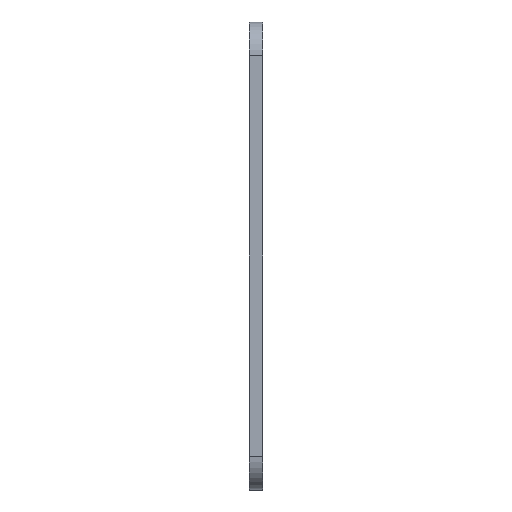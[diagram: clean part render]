
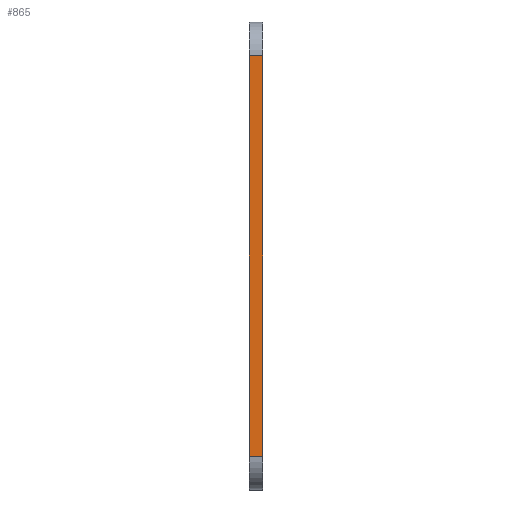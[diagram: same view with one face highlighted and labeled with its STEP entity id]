
A CAD part, left-side view. The second image highlights one B-rep face of the part: STEP entity #865.
In plain terms, the highlighted planar face has unit normal (-1, 0, 0).
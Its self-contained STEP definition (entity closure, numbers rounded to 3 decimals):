
#107 = EDGE_CURVE ( 'NONE', #2239, #2227, #3150, .T. ) ;
#217 = DIRECTION ( 'NONE',  ( 0., 0., 1. ) ) ;
#276 = DIRECTION ( 'NONE',  ( 1., 0., 0. ) ) ;
#307 = EDGE_CURVE ( 'NONE', #508, #536, #2027, .T. ) ;
#322 = ORIENTED_EDGE ( 'NONE', *, *, #107, .F. ) ;
#460 = LINE ( 'NONE', #481, #1809 ) ;
#481 = CARTESIAN_POINT ( 'NONE',  ( -130., 4., -59. ) ) ;
#508 = VERTEX_POINT ( 'NONE', #2611 ) ;
#536 = VERTEX_POINT ( 'NONE', #1740 ) ;
#770 = CARTESIAN_POINT ( 'NONE',  ( -130., 0., 69. ) ) ;
#796 = AXIS2_PLACEMENT_3D ( 'NONE', #2481, #276, #1260 ) ;
#810 = CARTESIAN_POINT ( 'NONE',  ( -130., 4., 59. ) ) ;
#865 = ADVANCED_FACE ( 'NONE', ( #1523 ), #2501, .F. ) ;
#1058 = DIRECTION ( 'NONE',  ( 0., 1., 0. ) ) ;
#1066 = EDGE_CURVE ( 'NONE', #536, #2227, #2985, .T. ) ;
#1260 = DIRECTION ( 'NONE',  ( 0., 0., -1. ) ) ;
#1523 = FACE_OUTER_BOUND ( 'NONE', #1901, .T. ) ;
#1740 = CARTESIAN_POINT ( 'NONE',  ( -130., 0., 59. ) ) ;
#1809 = VECTOR ( 'NONE', #1916, 1000. ) ;
#1821 = VECTOR ( 'NONE', #1058, 1000. ) ;
#1823 = VECTOR ( 'NONE', #217, 1000. ) ;
#1901 = EDGE_LOOP ( 'NONE', ( #2919, #2995, #322, #2188 ) ) ;
#1916 = DIRECTION ( 'NONE',  ( 0., -1., 0. ) ) ;
#2027 = LINE ( 'NONE', #770, #3045 ) ;
#2051 = CARTESIAN_POINT ( 'NONE',  ( -130., 4., 59. ) ) ;
#2117 = EDGE_CURVE ( 'NONE', #2239, #508, #460, .T. ) ;
#2188 = ORIENTED_EDGE ( 'NONE', *, *, #2117, .T. ) ;
#2227 = VERTEX_POINT ( 'NONE', #810 ) ;
#2239 = VERTEX_POINT ( 'NONE', #2724 ) ;
#2481 = CARTESIAN_POINT ( 'NONE',  ( -130., 4., 69. ) ) ;
#2501 = PLANE ( 'NONE',  #796 ) ;
#2611 = CARTESIAN_POINT ( 'NONE',  ( -130., 0., -59. ) ) ;
#2651 = CARTESIAN_POINT ( 'NONE',  ( -130., 4., 69. ) ) ;
#2724 = CARTESIAN_POINT ( 'NONE',  ( -130., 4., -59. ) ) ;
#2919 = ORIENTED_EDGE ( 'NONE', *, *, #307, .T. ) ;
#2985 = LINE ( 'NONE', #2051, #1821 ) ;
#2995 = ORIENTED_EDGE ( 'NONE', *, *, #1066, .T. ) ;
#3031 = DIRECTION ( 'NONE',  ( 0., 0., 1. ) ) ;
#3045 = VECTOR ( 'NONE', #3031, 1000. ) ;
#3150 = LINE ( 'NONE', #2651, #1823 ) ;
